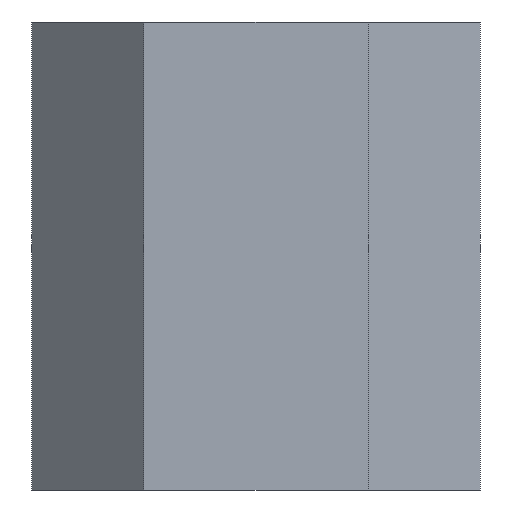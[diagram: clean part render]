
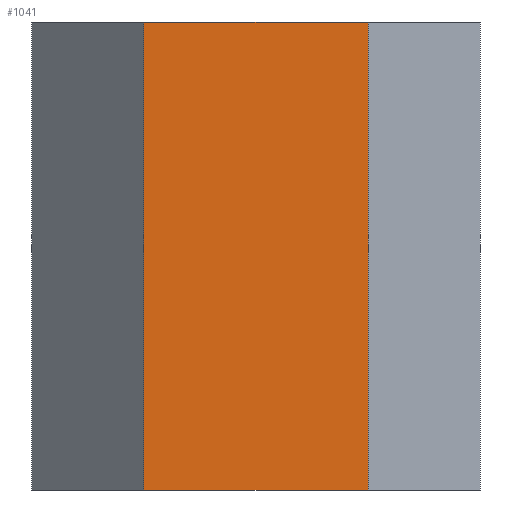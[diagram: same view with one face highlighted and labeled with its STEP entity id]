
A CAD part, front view. The second image highlights one B-rep face of the part: STEP entity #1041.
In plain terms, the highlighted planar face has unit normal (0, -1, 0).
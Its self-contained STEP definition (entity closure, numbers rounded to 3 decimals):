
#492 = VERTEX_POINT('',#493);
#493 = CARTESIAN_POINT('',(-11.979,-24.,99.));
#499 = EDGE_CURVE('',#500,#492,#502,.T.);
#500 = VERTEX_POINT('',#501);
#501 = CARTESIAN_POINT('',(11.979,-24.,99.));
#502 = LINE('',#503,#504);
#503 = CARTESIAN_POINT('',(11.979,-24.,99.));
#504 = VECTOR('',#505,1.);
#505 = DIRECTION('',(-1.,0.,0.));
#564 = VERTEX_POINT('',#565);
#565 = CARTESIAN_POINT('',(-11.979,-24.,49.01));
#637 = VERTEX_POINT('',#638);
#638 = CARTESIAN_POINT('',(11.979,-24.,49.01));
#644 = EDGE_CURVE('',#564,#637,#645,.T.);
#645 = LINE('',#646,#647);
#646 = CARTESIAN_POINT('',(-50.,-24.,49.01));
#647 = VECTOR('',#648,1.);
#648 = DIRECTION('',(1.,0.,0.));
#844 = EDGE_CURVE('',#637,#500,#845,.T.);
#845 = LINE('',#846,#847);
#846 = CARTESIAN_POINT('',(11.979,-24.,44.));
#847 = VECTOR('',#848,1.);
#848 = DIRECTION('',(0.,0.,1.));
#1029 = EDGE_CURVE('',#564,#492,#1030,.T.);
#1030 = LINE('',#1031,#1032);
#1031 = CARTESIAN_POINT('',(-11.979,-24.,44.));
#1032 = VECTOR('',#1033,1.);
#1033 = DIRECTION('',(0.,0.,1.));
#1041 = ADVANCED_FACE('',(#1042),#1048,.T.);
#1042 = FACE_BOUND('',#1043,.T.);
#1043 = EDGE_LOOP('',(#1044,#1045,#1046,#1047));
#1044 = ORIENTED_EDGE('',*,*,#1029,.F.);
#1045 = ORIENTED_EDGE('',*,*,#644,.T.);
#1046 = ORIENTED_EDGE('',*,*,#844,.T.);
#1047 = ORIENTED_EDGE('',*,*,#499,.T.);
#1048 = PLANE('',#1049);
#1049 = AXIS2_PLACEMENT_3D('',#1050,#1051,#1052);
#1050 = CARTESIAN_POINT('',(0.,-24.,68.788));
#1051 = DIRECTION('',(-0.,-1.,-0.));
#1052 = DIRECTION('',(0.,0.,-1.));
